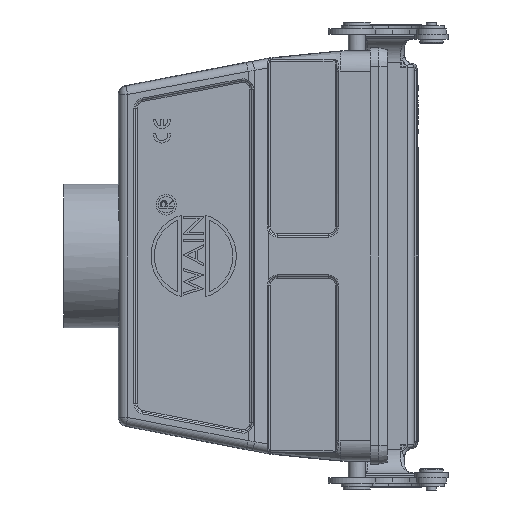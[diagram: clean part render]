
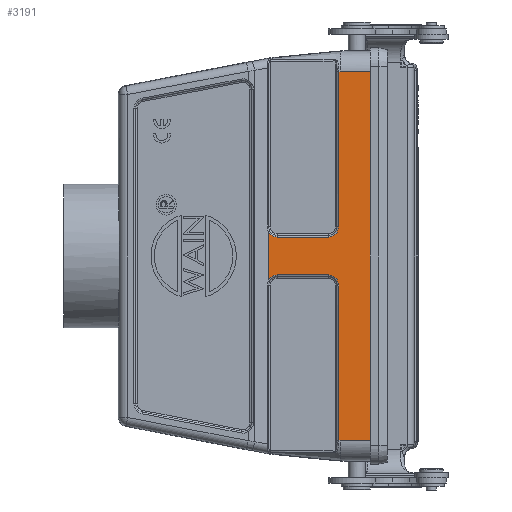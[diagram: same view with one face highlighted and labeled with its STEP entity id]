
A CAD part, left-side view. The second image highlights one B-rep face of the part: STEP entity #3191.
In plain terms, the highlighted planar face has unit normal (-1, 0, 0).
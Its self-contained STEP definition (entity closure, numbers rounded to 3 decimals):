
#1710=FACE_OUTER_BOUND('',#5795,.T.);
#3191=ADVANCED_FACE('',(#1710),#4467,.F.);
#4467=PLANE('',#27370);
#5795=EDGE_LOOP('',(#14105,#14106,#14107,#14108,#14109,#14110,#14111,#14112,
#14113,#14114,#14115,#14116,#14117,#14118));
#7071=B_SPLINE_CURVE_WITH_KNOTS('',3,(#43037,#43038,#43039,#43040),
 .UNSPECIFIED.,.F.,.F.,(4,4),(0.,1.),.UNSPECIFIED.);
#7074=B_SPLINE_CURVE_WITH_KNOTS('',3,(#43085,#43086,#43087,#43088),
 .UNSPECIFIED.,.F.,.F.,(4,4),(0.,1.),.UNSPECIFIED.);
#7943=LINE('',#39833,#9882);
#8106=LINE('',#40708,#10048);
#8107=LINE('',#40716,#10049);
#8354=LINE('',#42610,#10299);
#8355=LINE('',#42620,#10300);
#8368=LINE('',#42891,#10313);
#8381=LINE('',#43081,#10326);
#8382=LINE('',#43083,#10327);
#9882=VECTOR('',#30686,1.);
#10048=VECTOR('',#31206,1.);
#10049=VECTOR('',#31217,1.);
#10299=VECTOR('',#31987,1.);
#10300=VECTOR('',#32000,1.);
#10313=VECTOR('',#32071,1.);
#10326=VECTOR('',#32104,1.);
#10327=VECTOR('',#32107,1.);
#14105=ORIENTED_EDGE('',*,*,#22259,.T.);
#14106=ORIENTED_EDGE('',*,*,#23011,.T.);
#14107=ORIENTED_EDGE('',*,*,#23012,.F.);
#14108=ORIENTED_EDGE('',*,*,#22513,.T.);
#14109=ORIENTED_EDGE('',*,*,#22511,.F.);
#14110=ORIENTED_EDGE('',*,*,#22509,.T.);
#14111=ORIENTED_EDGE('',*,*,#22506,.F.);
#14112=ORIENTED_EDGE('',*,*,#22982,.T.);
#14113=ORIENTED_EDGE('',*,*,#22980,.F.);
#14114=ORIENTED_EDGE('',*,*,#22936,.T.);
#14115=ORIENTED_EDGE('',*,*,#22940,.F.);
#14116=ORIENTED_EDGE('',*,*,#22941,.T.);
#14117=ORIENTED_EDGE('',*,*,#23006,.T.);
#14118=ORIENTED_EDGE('',*,*,#23010,.T.);
#19589=VERTEX_POINT('',#39832);
#19590=VERTEX_POINT('',#39834);
#19737=VERTEX_POINT('',#40691);
#19738=VERTEX_POINT('',#40692);
#19739=VERTEX_POINT('',#40709);
#19740=VERTEX_POINT('',#40713);
#19741=VERTEX_POINT('',#40717);
#20004=VERTEX_POINT('',#42609);
#20005=VERTEX_POINT('',#42611);
#20007=VERTEX_POINT('',#42617);
#20008=VERTEX_POINT('',#42621);
#20031=VERTEX_POINT('',#42876);
#20046=VERTEX_POINT('',#43036);
#20048=VERTEX_POINT('',#43084);
#22259=EDGE_CURVE('',#19590,#19589,#7943,.T.);
#22506=EDGE_CURVE('',#19737,#19738,#25477,.T.);
#22509=EDGE_CURVE('',#19739,#19738,#8106,.T.);
#22511=EDGE_CURVE('',#19739,#19740,#25480,.T.);
#22513=EDGE_CURVE('',#19741,#19740,#8107,.T.);
#22936=EDGE_CURVE('',#20005,#20004,#8354,.T.);
#22940=EDGE_CURVE('',#20007,#20004,#25590,.T.);
#22941=EDGE_CURVE('',#20007,#20008,#8355,.T.);
#22980=EDGE_CURVE('',#20005,#20031,#25604,.T.);
#22982=EDGE_CURVE('',#19737,#20031,#8368,.T.);
#23006=EDGE_CURVE('',#20008,#20046,#7071,.T.);
#23010=EDGE_CURVE('',#20046,#19590,#8381,.T.);
#23011=EDGE_CURVE('',#19589,#20048,#8382,.T.);
#23012=EDGE_CURVE('',#19741,#20048,#7074,.T.);
#25477=CIRCLE('',#27056,2.974);
#25480=CIRCLE('',#27061,2.974);
#25590=CIRCLE('',#27328,2.974);
#25604=CIRCLE('',#27357,2.974);
#27056=AXIS2_PLACEMENT_3D('',#40690,#31200,#31201);
#27061=AXIS2_PLACEMENT_3D('',#40712,#31211,#31212);
#27328=AXIS2_PLACEMENT_3D('',#42618,#31996,#31997);
#27357=AXIS2_PLACEMENT_3D('',#42875,#32067,#32068);
#27370=AXIS2_PLACEMENT_3D('',#43089,#32108,#32109);
#30686=DIRECTION('',(0.,0.,1.));
#31200=DIRECTION('',(-1.,0.,0.));
#31201=DIRECTION('',(0.,0.,-1.));
#31206=DIRECTION('',(0.,1.,0.));
#31211=DIRECTION('',(-1.,0.,0.));
#31212=DIRECTION('',(0.,0.,-1.));
#31217=DIRECTION('',(0.,0.,-1.));
#31987=DIRECTION('',(0.,-1.,0.));
#31996=DIRECTION('',(-1.,0.,0.));
#31997=DIRECTION('',(0.,0.,-1.));
#32000=DIRECTION('',(0.,0.,-1.));
#32067=DIRECTION('',(-1.,0.,0.));
#32068=DIRECTION('',(0.,0.,-1.));
#32071=DIRECTION('',(0.,0.,-1.));
#32104=DIRECTION('',(0.,-1.,0.));
#32107=DIRECTION('',(0.,1.,0.));
#32108=DIRECTION('',(1.,0.,0.));
#32109=DIRECTION('',(0.,0.,-1.));
#39832=CARTESIAN_POINT('',(-21.5,-53.585,53.962));
#39833=CARTESIAN_POINT('',(-21.5,-53.585,-56.121));
#39834=CARTESIAN_POINT('',(-21.5,-53.585,-53.962));
#40690=CARTESIAN_POINT('',(-21.5,-25.085,8.5));
#40691=CARTESIAN_POINT('',(-21.5,-22.585,6.888));
#40692=CARTESIAN_POINT('',(-21.5,-25.085,5.526));
#40708=CARTESIAN_POINT('',(-21.5,-32.585,5.526));
#40709=CARTESIAN_POINT('',(-21.5,-40.085,5.526));
#40712=CARTESIAN_POINT('',(-21.5,-40.085,8.5));
#40713=CARTESIAN_POINT('',(-21.5,-43.059,8.504));
#40716=CARTESIAN_POINT('',(-21.5,-43.059,54.903));
#40717=CARTESIAN_POINT('',(-21.5,-43.059,53.998));
#42609=CARTESIAN_POINT('',(-21.5,-40.085,-5.526));
#42610=CARTESIAN_POINT('',(-21.5,7.415,-5.526));
#42611=CARTESIAN_POINT('',(-21.5,-25.085,-5.526));
#42617=CARTESIAN_POINT('',(-21.5,-43.059,-8.495));
#42618=CARTESIAN_POINT('',(-21.5,-40.085,-8.5));
#42620=CARTESIAN_POINT('',(-21.5,-43.059,-7.59));
#42621=CARTESIAN_POINT('',(-21.5,-43.059,-53.999));
#42875=CARTESIAN_POINT('',(-21.5,-25.085,-8.5));
#42876=CARTESIAN_POINT('',(-21.5,-22.585,-6.888));
#42891=CARTESIAN_POINT('',(-21.5,-22.585,15.));
#43036=CARTESIAN_POINT('',(-21.5,-43.585,-53.962));
#43037=CARTESIAN_POINT('',(-21.5,-43.059,-53.993));
#43038=CARTESIAN_POINT('',(-21.5,-43.234,-53.983));
#43039=CARTESIAN_POINT('',(-21.5,-43.409,-53.972));
#43040=CARTESIAN_POINT('',(-21.5,-43.585,-53.962));
#43081=CARTESIAN_POINT('',(-21.5,7.415,-53.962));
#43083=CARTESIAN_POINT('',(-21.5,7.415,53.962));
#43084=CARTESIAN_POINT('',(-21.5,-43.585,53.962));
#43085=CARTESIAN_POINT('',(-21.5,-43.059,53.993));
#43086=CARTESIAN_POINT('',(-21.5,-43.234,53.983));
#43087=CARTESIAN_POINT('',(-21.5,-43.41,53.973));
#43088=CARTESIAN_POINT('',(-21.5,-43.585,53.962));
#43089=CARTESIAN_POINT('',(-21.5,7.415,15.));
